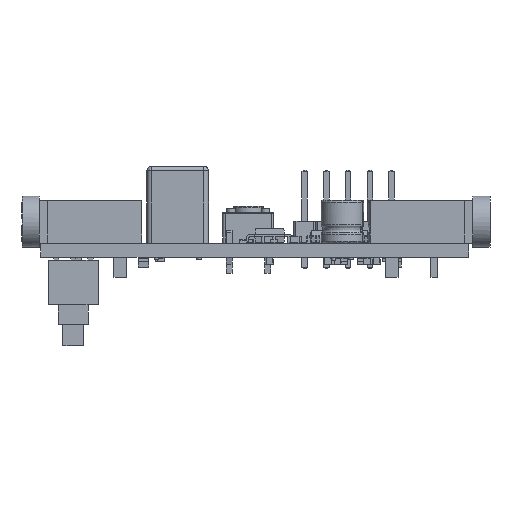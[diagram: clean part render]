
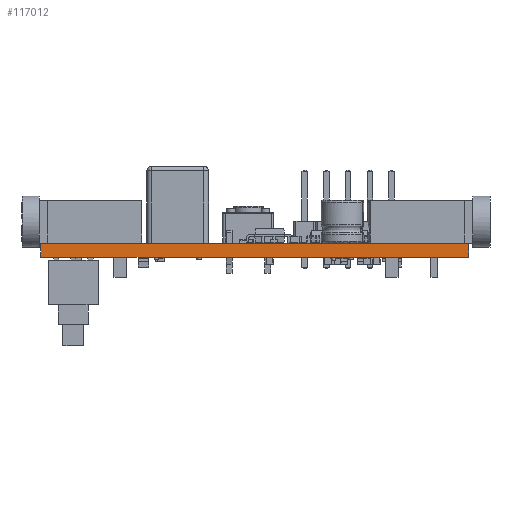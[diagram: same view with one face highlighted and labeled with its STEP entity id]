
A CAD part, front view. The second image highlights one B-rep face of the part: STEP entity #117012.
In plain terms, the highlighted planar face has unit normal (0, -1, 0).
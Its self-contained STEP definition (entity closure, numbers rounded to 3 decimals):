
#107703 = PLANE('',#107704);
#107704 = AXIS2_PLACEMENT_3D('',#107705,#107706,#107707);
#107705 = CARTESIAN_POINT('',(50.,0.,0.));
#107706 = DIRECTION('',(-1.,0.,0.));
#107707 = DIRECTION('',(0.,1.,0.));
#107731 = PLANE('',#107732);
#107732 = AXIS2_PLACEMENT_3D('',#107733,#107734,#107735);
#107733 = CARTESIAN_POINT('',(25.,50.,1.6));
#107734 = DIRECTION('',(0.,0.,1.));
#107735 = DIRECTION('',(1.,0.,0.));
#107759 = PLANE('',#107760);
#107760 = AXIS2_PLACEMENT_3D('',#107761,#107762,#107763);
#107761 = CARTESIAN_POINT('',(0.,100.,0.));
#107762 = DIRECTION('',(1.,0.,0.));
#107763 = DIRECTION('',(0.,-1.,0.));
#107785 = PLANE('',#107786);
#107786 = AXIS2_PLACEMENT_3D('',#107787,#107788,#107789);
#107787 = CARTESIAN_POINT('',(25.,50.,0.));
#107788 = DIRECTION('',(0.,0.,1.));
#107789 = DIRECTION('',(1.,0.,0.));
#107800 = EDGE_CURVE('',#107801,#107803,#107805,.T.);
#107801 = VERTEX_POINT('',#107802);
#107802 = CARTESIAN_POINT('',(50.,0.,0.));
#107803 = VERTEX_POINT('',#107804);
#107804 = CARTESIAN_POINT('',(50.,0.,1.6));
#107805 = SURFACE_CURVE('',#107806,(#107810,#107817),.PCURVE_S1.);
#107806 = LINE('',#107807,#107808);
#107807 = CARTESIAN_POINT('',(50.,0.,0.));
#107808 = VECTOR('',#107809,1.);
#107809 = DIRECTION('',(0.,0.,1.));
#107810 = PCURVE('',#107703,#107811);
#107811 = DEFINITIONAL_REPRESENTATION('',(#107812),#107816);
#107812 = LINE('',#107813,#107814);
#107813 = CARTESIAN_POINT('',(0.,0.));
#107814 = VECTOR('',#107815,1.);
#107815 = DIRECTION('',(0.,-1.));
#107816 = ( GEOMETRIC_REPRESENTATION_CONTEXT(2) 
PARAMETRIC_REPRESENTATION_CONTEXT() REPRESENTATION_CONTEXT('2D SPACE',''
  ) );
#107817 = PCURVE('',#107818,#107823);
#107818 = PLANE('',#107819);
#107819 = AXIS2_PLACEMENT_3D('',#107820,#107821,#107822);
#107820 = CARTESIAN_POINT('',(0.,0.,0.));
#107821 = DIRECTION('',(0.,1.,0.));
#107822 = DIRECTION('',(1.,0.,0.));
#107823 = DEFINITIONAL_REPRESENTATION('',(#107824),#107828);
#107824 = LINE('',#107825,#107826);
#107825 = CARTESIAN_POINT('',(50.,0.));
#107826 = VECTOR('',#107827,1.);
#107827 = DIRECTION('',(0.,-1.));
#107828 = ( GEOMETRIC_REPRESENTATION_CONTEXT(2) 
PARAMETRIC_REPRESENTATION_CONTEXT() REPRESENTATION_CONTEXT('2D SPACE',''
  ) );
#107878 = VERTEX_POINT('',#107879);
#107879 = CARTESIAN_POINT('',(0.,0.,1.6));
#107900 = EDGE_CURVE('',#107901,#107878,#107903,.T.);
#107901 = VERTEX_POINT('',#107902);
#107902 = CARTESIAN_POINT('',(0.,0.,0.));
#107903 = SURFACE_CURVE('',#107904,(#107908,#107915),.PCURVE_S1.);
#107904 = LINE('',#107905,#107906);
#107905 = CARTESIAN_POINT('',(0.,0.,0.));
#107906 = VECTOR('',#107907,1.);
#107907 = DIRECTION('',(0.,0.,1.));
#107908 = PCURVE('',#107759,#107909);
#107909 = DEFINITIONAL_REPRESENTATION('',(#107910),#107914);
#107910 = LINE('',#107911,#107912);
#107911 = CARTESIAN_POINT('',(100.,0.));
#107912 = VECTOR('',#107913,1.);
#107913 = DIRECTION('',(0.,-1.));
#107914 = ( GEOMETRIC_REPRESENTATION_CONTEXT(2) 
PARAMETRIC_REPRESENTATION_CONTEXT() REPRESENTATION_CONTEXT('2D SPACE',''
  ) );
#107915 = PCURVE('',#107818,#107916);
#107916 = DEFINITIONAL_REPRESENTATION('',(#107917),#107921);
#107917 = LINE('',#107918,#107919);
#107918 = CARTESIAN_POINT('',(0.,0.));
#107919 = VECTOR('',#107920,1.);
#107920 = DIRECTION('',(0.,-1.));
#107921 = ( GEOMETRIC_REPRESENTATION_CONTEXT(2) 
PARAMETRIC_REPRESENTATION_CONTEXT() REPRESENTATION_CONTEXT('2D SPACE',''
  ) );
#107949 = EDGE_CURVE('',#107901,#107801,#107950,.T.);
#107950 = SURFACE_CURVE('',#107951,(#107955,#107962),.PCURVE_S1.);
#107951 = LINE('',#107952,#107953);
#107952 = CARTESIAN_POINT('',(0.,0.,0.));
#107953 = VECTOR('',#107954,1.);
#107954 = DIRECTION('',(1.,0.,0.));
#107955 = PCURVE('',#107785,#107956);
#107956 = DEFINITIONAL_REPRESENTATION('',(#107957),#107961);
#107957 = LINE('',#107958,#107959);
#107958 = CARTESIAN_POINT('',(-25.,-50.));
#107959 = VECTOR('',#107960,1.);
#107960 = DIRECTION('',(1.,0.));
#107961 = ( GEOMETRIC_REPRESENTATION_CONTEXT(2) 
PARAMETRIC_REPRESENTATION_CONTEXT() REPRESENTATION_CONTEXT('2D SPACE',''
  ) );
#107962 = PCURVE('',#107818,#107963);
#107963 = DEFINITIONAL_REPRESENTATION('',(#107964),#107968);
#107964 = LINE('',#107965,#107966);
#107965 = CARTESIAN_POINT('',(0.,0.));
#107966 = VECTOR('',#107967,1.);
#107967 = DIRECTION('',(1.,0.));
#107968 = ( GEOMETRIC_REPRESENTATION_CONTEXT(2) 
PARAMETRIC_REPRESENTATION_CONTEXT() REPRESENTATION_CONTEXT('2D SPACE',''
  ) );
#112881 = EDGE_CURVE('',#107878,#107803,#112882,.T.);
#112882 = SURFACE_CURVE('',#112883,(#112887,#112894),.PCURVE_S1.);
#112883 = LINE('',#112884,#112885);
#112884 = CARTESIAN_POINT('',(0.,0.,1.6));
#112885 = VECTOR('',#112886,1.);
#112886 = DIRECTION('',(1.,0.,0.));
#112887 = PCURVE('',#107731,#112888);
#112888 = DEFINITIONAL_REPRESENTATION('',(#112889),#112893);
#112889 = LINE('',#112890,#112891);
#112890 = CARTESIAN_POINT('',(-25.,-50.));
#112891 = VECTOR('',#112892,1.);
#112892 = DIRECTION('',(1.,0.));
#112893 = ( GEOMETRIC_REPRESENTATION_CONTEXT(2) 
PARAMETRIC_REPRESENTATION_CONTEXT() REPRESENTATION_CONTEXT('2D SPACE',''
  ) );
#112894 = PCURVE('',#107818,#112895);
#112895 = DEFINITIONAL_REPRESENTATION('',(#112896),#112900);
#112896 = LINE('',#112897,#112898);
#112897 = CARTESIAN_POINT('',(0.,-1.6));
#112898 = VECTOR('',#112899,1.);
#112899 = DIRECTION('',(1.,0.));
#112900 = ( GEOMETRIC_REPRESENTATION_CONTEXT(2) 
PARAMETRIC_REPRESENTATION_CONTEXT() REPRESENTATION_CONTEXT('2D SPACE',''
  ) );
#117012 = ADVANCED_FACE('',(#117013),#107818,.F.);
#117013 = FACE_BOUND('',#117014,.F.);
#117014 = EDGE_LOOP('',(#117015,#117016,#117017,#117018));
#117015 = ORIENTED_EDGE('',*,*,#107900,.T.);
#117016 = ORIENTED_EDGE('',*,*,#112881,.T.);
#117017 = ORIENTED_EDGE('',*,*,#107800,.F.);
#117018 = ORIENTED_EDGE('',*,*,#107949,.F.);
